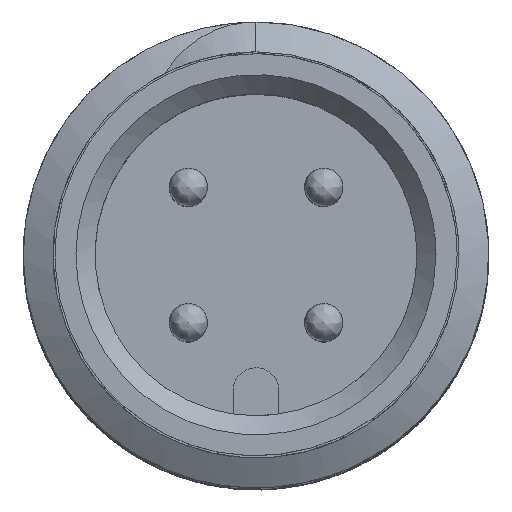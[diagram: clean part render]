
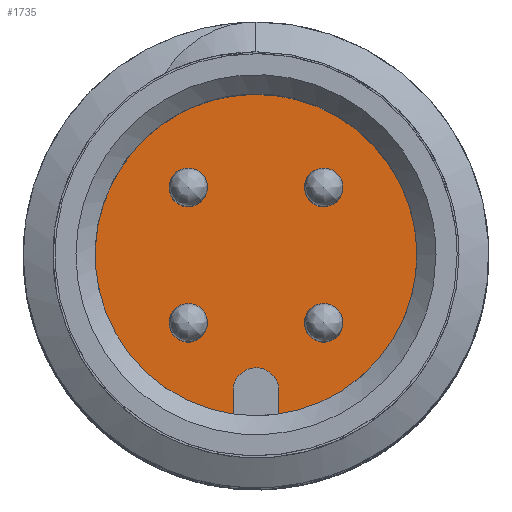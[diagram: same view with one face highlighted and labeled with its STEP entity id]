
A CAD part, top view. The second image highlights one B-rep face of the part: STEP entity #1735.
In plain terms, the highlighted free-form (B-spline) face has degree [1, 1] with [2, 2] control points.
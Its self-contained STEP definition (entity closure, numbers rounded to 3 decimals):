
#1692=CARTESIAN_POINT('',(4.2,0.,31.45));
#1693=VERTEX_POINT('',#1692);
#1714=CARTESIAN_POINT('',(4.2,0.,31.45));
#1715=CARTESIAN_POINT('',(4.2,-7.275,31.45));
#1716=CARTESIAN_POINT('',(-2.1,-3.637,31.45));
#1717=CARTESIAN_POINT('',(-8.4,0.,31.45));
#1718=CARTESIAN_POINT('',(-2.1,3.637,31.45));
#1719=CARTESIAN_POINT('',(4.2,7.275,31.45));
#1720=CARTESIAN_POINT('',(4.2,0.,31.45));
#1721=(BOUNDED_CURVE()B_SPLINE_CURVE(2,(#1714,#1715,#1716,#1717,#1718,#1719,#1720),.CIRCULAR_ARC.,.T.,.U.)B_SPLINE_CURVE_WITH_KNOTS((3,2,2,3),(0.,0.333,0.667,1.),.UNSPECIFIED.)CURVE()GEOMETRIC_REPRESENTATION_ITEM()RATIONAL_B_SPLINE_CURVE((1.,0.5,1.,0.5,1.,0.5,1.))REPRESENTATION_ITEM(''));
#1722=EDGE_CURVE('',#1693,#1693,#1721,.T.);
#1727=CARTESIAN_POINT('',(-9.127,-8.002,31.45));
#1728=CARTESIAN_POINT('',(-9.127,8.002,31.45));
#1729=CARTESIAN_POINT('',(6.877,-8.002,31.45));
#1730=CARTESIAN_POINT('',(6.877,8.002,31.45));
#1731=B_SPLINE_SURFACE_WITH_KNOTS('',1,1,((#1727,#1728),(#1729,#1730)),.PLANE_SURF.,.F.,.F.,.U.,(2,2),(2,2),(0.,1.),(0.,1.),.UNSPECIFIED.);
#1732=ORIENTED_EDGE('',*,*,#1722,.F.);
#1733=EDGE_LOOP('',(#1732));
#1734=FACE_OUTER_BOUND('',#1733,.T.);
#1735=ADVANCED_FACE('',(#1734),#1731,.T.);
